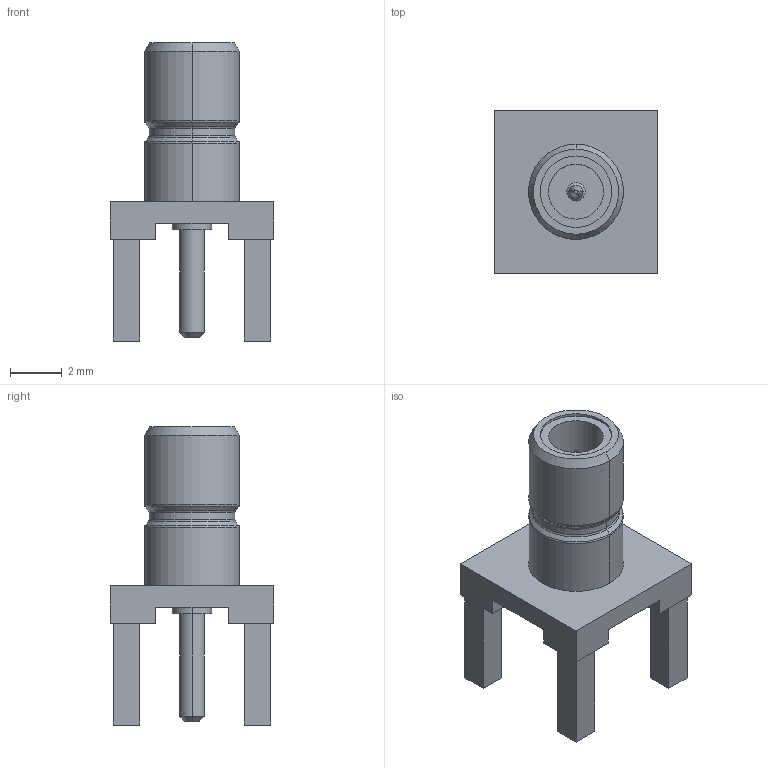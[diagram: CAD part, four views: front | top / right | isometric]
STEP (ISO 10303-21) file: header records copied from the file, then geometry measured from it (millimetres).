
FILE_DESCRIPTION((''),'2;1');
FILE_NAME('C-413990-1','2019-03-29T07:04:06',('workeradm'),('TE Connectivity Ltd.'),'CREO PARAMETRIC BY PTC INC, 2018190','CREO PARAMETRIC BY PTC INC, 2018190','');
FILE_SCHEMA(('AUTOMOTIVE_DESIGN { 1 0 10303 214 1 1 1 1 }'));
Length unit declared in the file: millimetre
Products named in the file (1): C-413990-1
Bounding box: 6.35 x 6.35 x 11.56 mm (x, y, z)
Volume: 112.2 mm3; surface area: 296.5 mm2
Topology: 1 solids, 1 shells, 83 faces, 186 edges, 116 vertices
Faces by surface type: plane 45, cylinder 16, cone 14, torus 8
Entity records: 2332 total; most frequent: DIRECTION 412, CARTESIAN_POINT 387, ORIENTED_EDGE 372, EDGE_CURVE 186, AXIS2_PLACEMENT_3D 143, VECTOR 126, LINE 126, VERTEX_POINT 116
